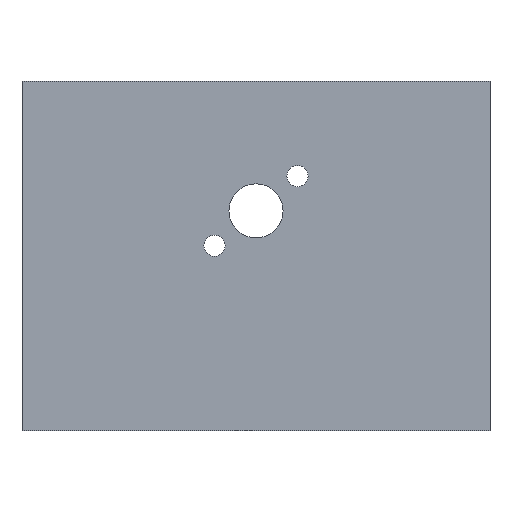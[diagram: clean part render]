
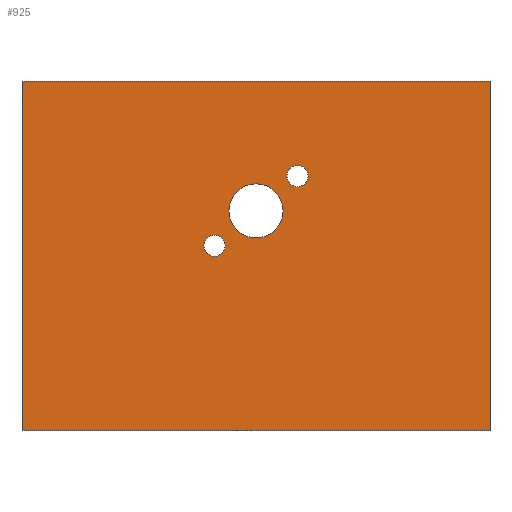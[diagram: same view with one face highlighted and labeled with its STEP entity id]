
A CAD part, left-side view. The second image highlights one B-rep face of the part: STEP entity #925.
In plain terms, the highlighted planar face has unit normal (-1, 0, 0).
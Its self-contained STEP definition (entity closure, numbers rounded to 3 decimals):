
#38=FACE_BOUND('',#192,.T.);
#39=FACE_BOUND('',#193,.T.);
#40=FACE_BOUND('',#194,.T.);
#74=PLANE('',#1012);
#121=FACE_OUTER_BOUND('',#191,.T.);
#191=EDGE_LOOP('',(#859,#860,#861,#862));
#192=EDGE_LOOP('',(#863));
#193=EDGE_LOOP('',(#864));
#194=EDGE_LOOP('',(#865));
#275=LINE('',#1472,#372);
#287=LINE('',#1500,#384);
#290=LINE('',#1507,#387);
#291=LINE('',#1509,#388);
#372=VECTOR('',#1215,10.);
#384=VECTOR('',#1243,10.);
#387=VECTOR('',#1252,10.);
#388=VECTOR('',#1255,10.);
#412=CIRCLE('',#1001,1.75);
#413=CIRCLE('',#1003,1.75);
#414=CIRCLE('',#1009,4.5);
#486=VERTEX_POINT('',#1469);
#487=VERTEX_POINT('',#1471);
#489=VERTEX_POINT('',#1477);
#490=VERTEX_POINT('',#1481);
#494=VERTEX_POINT('',#1497);
#495=VERTEX_POINT('',#1499);
#496=VERTEX_POINT('',#1503);
#600=EDGE_CURVE('',#486,#487,#275,.T.);
#604=EDGE_CURVE('',#489,#489,#412,.T.);
#606=EDGE_CURVE('',#490,#490,#413,.T.);
#614=EDGE_CURVE('',#495,#494,#287,.T.);
#617=EDGE_CURVE('',#496,#496,#414,.T.);
#618=EDGE_CURVE('',#486,#495,#290,.T.);
#619=EDGE_CURVE('',#494,#487,#291,.T.);
#859=ORIENTED_EDGE('',*,*,#619,.T.);
#860=ORIENTED_EDGE('',*,*,#600,.F.);
#861=ORIENTED_EDGE('',*,*,#618,.T.);
#862=ORIENTED_EDGE('',*,*,#614,.T.);
#863=ORIENTED_EDGE('',*,*,#604,.T.);
#864=ORIENTED_EDGE('',*,*,#606,.T.);
#865=ORIENTED_EDGE('',*,*,#617,.F.);
#925=ADVANCED_FACE('',(#121,#38,#39,#40),#74,.F.);
#1001=AXIS2_PLACEMENT_3D('',#1479,#1221,#1222);
#1003=AXIS2_PLACEMENT_3D('',#1483,#1226,#1227);
#1009=AXIS2_PLACEMENT_3D('',#1505,#1248,#1249);
#1012=AXIS2_PLACEMENT_3D('',#1510,#1256,#1257);
#1215=DIRECTION('',(0.,1.,0.));
#1221=DIRECTION('center_axis',(1.,0.,0.));
#1222=DIRECTION('ref_axis',(0.,0.,-1.));
#1226=DIRECTION('center_axis',(1.,0.,0.));
#1227=DIRECTION('ref_axis',(0.,0.,-1.));
#1243=DIRECTION('',(0.,1.,0.));
#1248=DIRECTION('center_axis',(-1.,0.,0.));
#1249=DIRECTION('ref_axis',(0.,0.,-1.));
#1252=DIRECTION('',(0.,0.,1.));
#1255=DIRECTION('',(0.,0.,-1.));
#1256=DIRECTION('center_axis',(1.,0.,0.));
#1257=DIRECTION('ref_axis',(0.,0.,-1.));
#1469=CARTESIAN_POINT('',(0.,0.,-15.));
#1471=CARTESIAN_POINT('',(0.,77.796,-15.));
#1472=CARTESIAN_POINT('',(0.,77.796,-15.));
#1477=CARTESIAN_POINT('',(0.,32.004,29.045));
#1479=CARTESIAN_POINT('Origin',(0.,32.004,27.295));
#1481=CARTESIAN_POINT('',(0.,45.792,17.474));
#1483=CARTESIAN_POINT('Origin',(0.,45.792,15.724));
#1497=CARTESIAN_POINT('',(0.,77.796,43.019));
#1499=CARTESIAN_POINT('',(0.,0.,43.019));
#1500=CARTESIAN_POINT('',(0.,0.,43.019));
#1503=CARTESIAN_POINT('',(0.,38.898,26.01));
#1505=CARTESIAN_POINT('Origin',(0.,38.898,21.51));
#1507=CARTESIAN_POINT('',(0.,0.,0.));
#1509=CARTESIAN_POINT('',(0.,77.796,43.019));
#1510=CARTESIAN_POINT('Origin',(0.,38.898,21.51));
